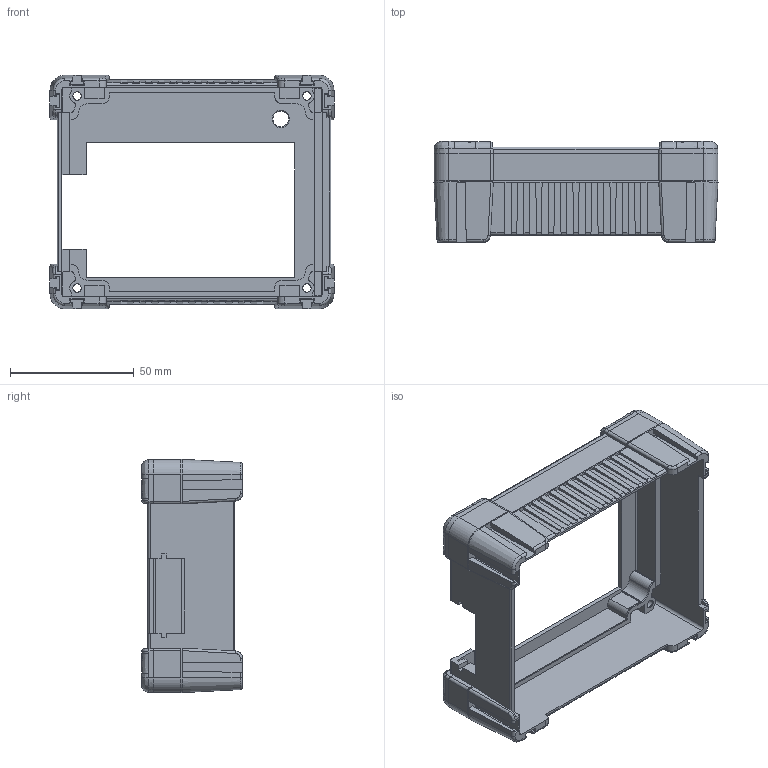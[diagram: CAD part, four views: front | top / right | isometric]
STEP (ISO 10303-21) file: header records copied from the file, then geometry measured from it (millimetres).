
FILE_DESCRIPTION(/* description */ (''),/* implementation_level */ '2;1');
FILE_NAME(/* name */ 'esp gehäuse.step',/* time_stamp */ '2021-01-05T12:13:18+01:00',/* author */ (''),/* organization */ (''),/* preprocessor_version */ 'ST-DEVELOPER v18.1',/* originating_system */ 'Autodesk Translation Framework v9.7.1.1290',/* authorisation */ '');
FILE_SCHEMA (('AUTOMOTIVE_DESIGN { 1 0 10303 214 3 1 1 }'));
Length unit declared in the file: millimetre
Products named in the file (1): Unbenannt
Bounding box: 115 x 40.87 x 94.45 mm (x, y, z)
Volume: 60520.9 mm3; surface area: 45916.6 mm2
Topology: 1 solids, 1 shells, 841 faces, 2195 edges, 1346 vertices
Faces by surface type: plane 477, cylinder 159, bspline 102, cone 87, torus 15, sphere 1
Full cylindrical faces by diameter (mm): 3.418 x4, 6.4 x1, 7 x1
Entity records: 32485 total; most frequent: CARTESIAN_POINT 12344, ORIENTED_EDGE 4390, DIRECTION 3986, EDGE_CURVE 2195, LINE 1418, VECTOR 1418, VERTEX_POINT 1346, AXIS2_PLACEMENT_3D 1284
